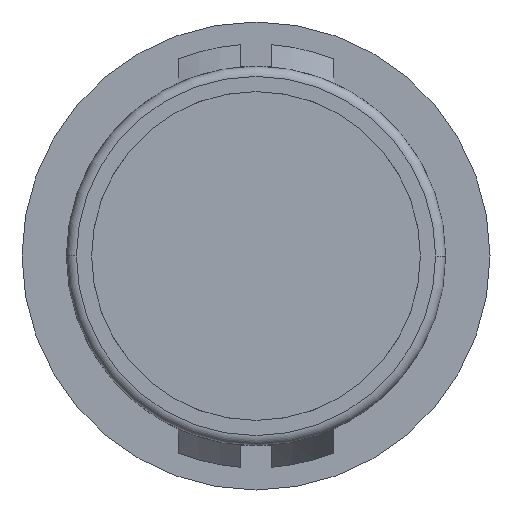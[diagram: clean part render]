
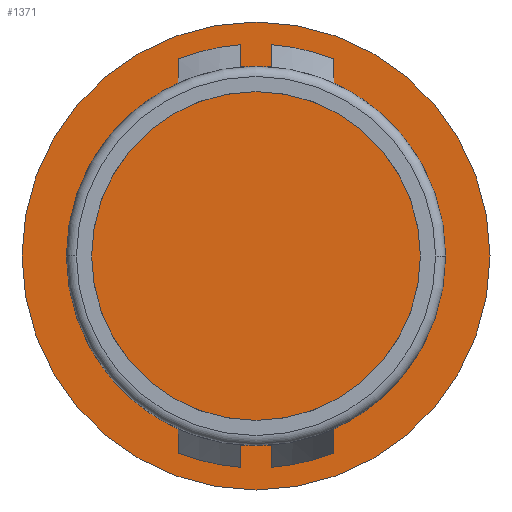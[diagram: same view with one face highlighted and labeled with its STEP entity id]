
A CAD part, front view. The second image highlights one B-rep face of the part: STEP entity #1371.
In plain terms, the highlighted planar face has unit normal (0, -1, 0).
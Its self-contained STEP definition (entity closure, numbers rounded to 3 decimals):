
#22 = VERTEX_POINT ( 'NONE', #1050 ) ;
#28 = CIRCLE ( 'NONE', #1404, 9.4 ) ;
#31 = ORIENTED_EDGE ( 'NONE', *, *, #165, .F. ) ;
#33 = AXIS2_PLACEMENT_3D ( 'NONE', #1138, #1100, #1628 ) ;
#72 = CARTESIAN_POINT ( 'NONE',  ( 0., 0., 0. ) ) ;
#108 = DIRECTION ( 'NONE',  ( 1., 0., 0. ) ) ;
#115 = DIRECTION ( 'NONE',  ( 1., 0., 0. ) ) ;
#129 = ORIENTED_EDGE ( 'NONE', *, *, #1010, .T. ) ;
#133 = CARTESIAN_POINT ( 'NONE',  ( -5.35, 0., -7.729 ) ) ;
#136 = ORIENTED_EDGE ( 'NONE', *, *, #1316, .F. ) ;
#142 = DIRECTION ( 'NONE',  ( 1., 0., 0. ) ) ;
#152 = DIRECTION ( 'NONE',  ( 1., 0., 0. ) ) ;
#165 = EDGE_CURVE ( 'NONE', #22, #636, #1120, .T. ) ;
#188 = DIRECTION ( 'NONE',  ( 0., -1., 0. ) ) ;
#194 = VERTEX_POINT ( 'NONE', #774 ) ;
#198 = CIRCLE ( 'NONE', #1547, 8.15 ) ;
#217 = VERTEX_POINT ( 'NONE', #1695 ) ;
#240 = CARTESIAN_POINT ( 'NONE',  ( 0., 0., 0. ) ) ;
#267 = ORIENTED_EDGE ( 'NONE', *, *, #1247, .T. ) ;
#268 = AXIS2_PLACEMENT_3D ( 'NONE', #1433, #1586, #411 ) ;
#279 = EDGE_CURVE ( 'NONE', #217, #1571, #501, .T. ) ;
#302 = DIRECTION ( 'NONE',  ( 0., 1., 0. ) ) ;
#304 = DIRECTION ( 'NONE',  ( 0., -1., 0. ) ) ;
#359 = ORIENTED_EDGE ( 'NONE', *, *, #279, .F. ) ;
#370 = VERTEX_POINT ( 'NONE', #1931 ) ;
#410 = ORIENTED_EDGE ( 'NONE', *, *, #1270, .T. ) ;
#411 = DIRECTION ( 'NONE',  ( -1., 0., 0. ) ) ;
#413 = VERTEX_POINT ( 'NONE', #1500 ) ;
#425 = DIRECTION ( 'NONE',  ( 0., -1., 0. ) ) ;
#462 = FACE_BOUND ( 'NONE', #1824, .T. ) ;
#483 = DIRECTION ( 'NONE',  ( 0., 1., 0. ) ) ;
#501 = CIRCLE ( 'NONE', #268, 11.6 ) ;
#504 = CARTESIAN_POINT ( 'NONE',  ( 0., 0., 0. ) ) ;
#512 = EDGE_LOOP ( 'NONE', ( #136, #359 ) ) ;
#560 = FACE_BOUND ( 'NONE', #884, .T. ) ;
#573 = CARTESIAN_POINT ( 'NONE',  ( 0., 0., 0. ) ) ;
#582 = VECTOR ( 'NONE', #1289, 1000. ) ;
#608 = EDGE_CURVE ( 'NONE', #1071, #1037, #745, .T. ) ;
#629 = CIRCLE ( 'NONE', #33, 9.4 ) ;
#636 = VERTEX_POINT ( 'NONE', #1439 ) ;
#646 = CARTESIAN_POINT ( 'NONE',  ( -9.4, 0., 0. ) ) ;
#661 = FACE_OUTER_BOUND ( 'NONE', #512, .T. ) ;
#671 = EDGE_CURVE ( 'NONE', #1007, #1282, #1013, .T. ) ;
#674 = CIRCLE ( 'NONE', #1911, 8.15 ) ;
#685 = AXIS2_PLACEMENT_3D ( 'NONE', #995, #1234, #1032 ) ;
#692 = VERTEX_POINT ( 'NONE', #755 ) ;
#704 = ORIENTED_EDGE ( 'NONE', *, *, #1123, .T. ) ;
#726 = VECTOR ( 'NONE', #1515, 1000. ) ;
#730 = ORIENTED_EDGE ( 'NONE', *, *, #1587, .T. ) ;
#745 = CIRCLE ( 'NONE', #685, 8.15 ) ;
#748 = AXIS2_PLACEMENT_3D ( 'NONE', #72, #1170, #1016 ) ;
#755 = CARTESIAN_POINT ( 'NONE',  ( 5.35, 0., -7.729 ) ) ;
#758 = CARTESIAN_POINT ( 'NONE',  ( 0., 0., 0. ) ) ;
#765 = AXIS2_PLACEMENT_3D ( 'NONE', #1326, #188, #108 ) ;
#774 = CARTESIAN_POINT ( 'NONE',  ( -8.15, 0., 0. ) ) ;
#881 = CIRCLE ( 'NONE', #748, 9.4 ) ;
#884 = EDGE_LOOP ( 'NONE', ( #730, #410, #704, #1360, #1480, #978 ) ) ;
#894 = VERTEX_POINT ( 'NONE', #646 ) ;
#898 = DIRECTION ( 'NONE',  ( 0., 0., 1. ) ) ;
#917 = CIRCLE ( 'NONE', #1271, 11.6 ) ;
#920 = VECTOR ( 'NONE', #898, 1000. ) ;
#978 = ORIENTED_EDGE ( 'NONE', *, *, #608, .T. ) ;
#995 = CARTESIAN_POINT ( 'NONE',  ( 0., 0., 0. ) ) ;
#1007 = VERTEX_POINT ( 'NONE', #133 ) ;
#1010 = EDGE_CURVE ( 'NONE', #894, #636, #1623, .T. ) ;
#1013 = LINE ( 'NONE', #1338, #582 ) ;
#1016 = DIRECTION ( 'NONE',  ( 1., 0., 0. ) ) ;
#1032 = DIRECTION ( 'NONE',  ( 1., 0., 0. ) ) ;
#1037 = VERTEX_POINT ( 'NONE', #1655 ) ;
#1050 = CARTESIAN_POINT ( 'NONE',  ( -5.35, 0., 6.148 ) ) ;
#1058 = CARTESIAN_POINT ( 'NONE',  ( -5.35, 0., -11.6 ) ) ;
#1061 = CARTESIAN_POINT ( 'NONE',  ( 0., 0., 0. ) ) ;
#1071 = VERTEX_POINT ( 'NONE', #1947 ) ;
#1100 = DIRECTION ( 'NONE',  ( 0., 1., 0. ) ) ;
#1113 = CARTESIAN_POINT ( 'NONE',  ( 5.35, 0., -11.6 ) ) ;
#1120 = LINE ( 'NONE', #1058, #1526 ) ;
#1123 = EDGE_CURVE ( 'NONE', #413, #692, #881, .T. ) ;
#1138 = CARTESIAN_POINT ( 'NONE',  ( 0., 0., 0. ) ) ;
#1143 = CARTESIAN_POINT ( 'NONE',  ( 5.35, 0., -6.148 ) ) ;
#1149 = DIRECTION ( 'NONE',  ( 1., 0., 0. ) ) ;
#1170 = DIRECTION ( 'NONE',  ( 0., 1., 0. ) ) ;
#1187 = EDGE_CURVE ( 'NONE', #692, #1891, #1349, .T. ) ;
#1206 = EDGE_CURVE ( 'NONE', #1891, #1071, #198, .T. ) ;
#1234 = DIRECTION ( 'NONE',  ( 0., -1., 0. ) ) ;
#1247 = EDGE_CURVE ( 'NONE', #194, #1282, #674, .T. ) ;
#1265 = CARTESIAN_POINT ( 'NONE',  ( 0., 0., 0. ) ) ;
#1270 = EDGE_CURVE ( 'NONE', #370, #413, #28, .T. ) ;
#1271 = AXIS2_PLACEMENT_3D ( 'NONE', #758, #302, #1906 ) ;
#1282 = VERTEX_POINT ( 'NONE', #1566 ) ;
#1289 = DIRECTION ( 'NONE',  ( 0., 0., 1. ) ) ;
#1316 = EDGE_CURVE ( 'NONE', #1571, #217, #917, .T. ) ;
#1326 = CARTESIAN_POINT ( 'NONE',  ( -10.5, 0., 0. ) ) ;
#1338 = CARTESIAN_POINT ( 'NONE',  ( -5.35, 0., -11.6 ) ) ;
#1349 = LINE ( 'NONE', #1664, #920 ) ;
#1360 = ORIENTED_EDGE ( 'NONE', *, *, #1187, .T. ) ;
#1368 = DIRECTION ( 'NONE',  ( 0., 1., 0. ) ) ;
#1371 = ADVANCED_FACE ( 'NONE', ( #462, #560, #661 ), #1556, .T. ) ;
#1404 = AXIS2_PLACEMENT_3D ( 'NONE', #240, #483, #142 ) ;
#1420 = DIRECTION ( 'NONE',  ( 1., 0., 0. ) ) ;
#1433 = CARTESIAN_POINT ( 'NONE',  ( 0., 0., 0. ) ) ;
#1439 = CARTESIAN_POINT ( 'NONE',  ( -5.35, 0., 7.729 ) ) ;
#1449 = AXIS2_PLACEMENT_3D ( 'NONE', #1265, #1368, #1420 ) ;
#1480 = ORIENTED_EDGE ( 'NONE', *, *, #1206, .T. ) ;
#1485 = ORIENTED_EDGE ( 'NONE', *, *, #1539, .T. ) ;
#1500 = CARTESIAN_POINT ( 'NONE',  ( 9.4, 0., 0. ) ) ;
#1508 = DIRECTION ( 'NONE',  ( 0., 0., 1. ) ) ;
#1515 = DIRECTION ( 'NONE',  ( 0., 0., 1. ) ) ;
#1522 = DIRECTION ( 'NONE',  ( 0., -1., 0. ) ) ;
#1526 = VECTOR ( 'NONE', #1508, 1000. ) ;
#1539 = EDGE_CURVE ( 'NONE', #1007, #894, #629, .T. ) ;
#1547 = AXIS2_PLACEMENT_3D ( 'NONE', #573, #425, #152 ) ;
#1556 = PLANE ( 'NONE',  #765 ) ;
#1566 = CARTESIAN_POINT ( 'NONE',  ( -5.35, 0., -6.148 ) ) ;
#1571 = VERTEX_POINT ( 'NONE', #1668 ) ;
#1586 = DIRECTION ( 'NONE',  ( 0., 1., 0. ) ) ;
#1587 = EDGE_CURVE ( 'NONE', #1037, #370, #1614, .T. ) ;
#1614 = LINE ( 'NONE', #1113, #726 ) ;
#1623 = CIRCLE ( 'NONE', #1449, 9.4 ) ;
#1628 = DIRECTION ( 'NONE',  ( 1., 0., 0. ) ) ;
#1655 = CARTESIAN_POINT ( 'NONE',  ( 5.35, 0., 6.148 ) ) ;
#1664 = CARTESIAN_POINT ( 'NONE',  ( 5.35, 0., -11.6 ) ) ;
#1668 = CARTESIAN_POINT ( 'NONE',  ( -11.6, 0., 0. ) ) ;
#1695 = CARTESIAN_POINT ( 'NONE',  ( 11.6, 0., 0. ) ) ;
#1712 = CIRCLE ( 'NONE', #1813, 8.15 ) ;
#1813 = AXIS2_PLACEMENT_3D ( 'NONE', #504, #304, #115 ) ;
#1824 = EDGE_LOOP ( 'NONE', ( #1939, #1485, #129, #31, #1928, #267 ) ) ;
#1891 = VERTEX_POINT ( 'NONE', #1143 ) ;
#1906 = DIRECTION ( 'NONE',  ( -1., 0., 0. ) ) ;
#1911 = AXIS2_PLACEMENT_3D ( 'NONE', #1061, #1522, #1149 ) ;
#1913 = EDGE_CURVE ( 'NONE', #22, #194, #1712, .T. ) ;
#1928 = ORIENTED_EDGE ( 'NONE', *, *, #1913, .T. ) ;
#1931 = CARTESIAN_POINT ( 'NONE',  ( 5.35, 0., 7.729 ) ) ;
#1939 = ORIENTED_EDGE ( 'NONE', *, *, #671, .F. ) ;
#1947 = CARTESIAN_POINT ( 'NONE',  ( 8.15, 0., 0. ) ) ;
